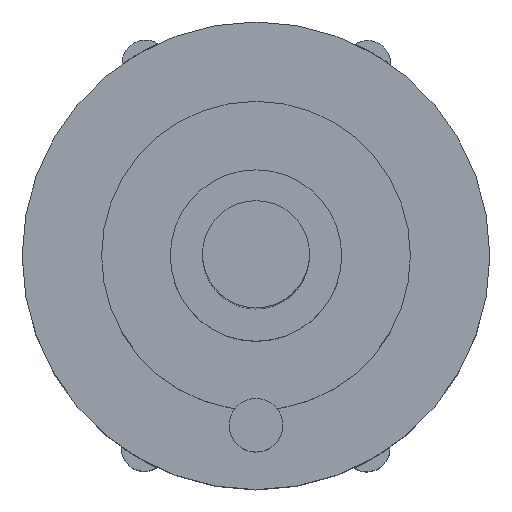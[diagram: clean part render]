
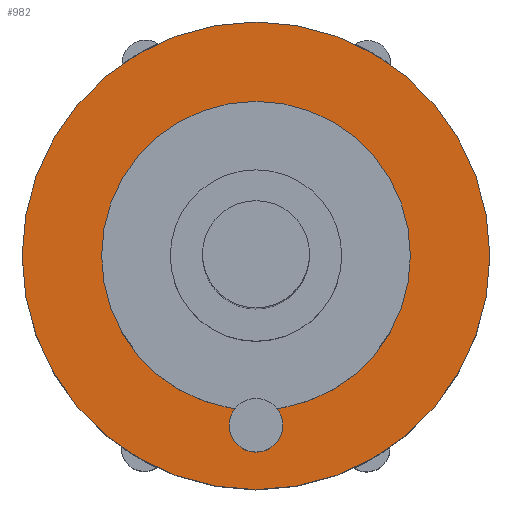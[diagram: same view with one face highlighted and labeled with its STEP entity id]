
A CAD part, top view. The second image highlights one B-rep face of the part: STEP entity #982.
In plain terms, the highlighted planar face has unit normal (0, 0, 1).
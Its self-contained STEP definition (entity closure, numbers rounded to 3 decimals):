
#914=CARTESIAN_POINT('',(13.1,0.,11.8));
#915=VERTEX_POINT('',#914);
#931=CARTESIAN_POINT('',(-13.1,0.,11.8));
#932=VERTEX_POINT('',#931);
#939=CARTESIAN_POINT('',(0.,0.,11.8));
#940=DIRECTION('',(0.0,0.0,-1.0));
#941=DIRECTION('',(1.0,0.0,0.0));
#942=AXIS2_PLACEMENT_3D('',#939,#940,#941);
#943=CIRCLE('',#942,13.1);
#944=EDGE_CURVE('',#932,#915,#943,.T.);
#955=CARTESIAN_POINT('',(0.,0.,11.8));
#956=DIRECTION('',(0.0,0.0,-1.0));
#957=DIRECTION('',(1.0,0.0,0.0));
#958=AXIS2_PLACEMENT_3D('',#955,#956,#957);
#959=CIRCLE('',#958,13.1);
#960=EDGE_CURVE('',#915,#932,#959,.T.);
#973=CARTESIAN_POINT('',(0.,0.,11.8));
#974=DIRECTION('',(0.0,0.0,1.0));
#975=DIRECTION('',(1.0,0.0,0.0));
#976=AXIS2_PLACEMENT_3D('',#973,#974,#975);
#977=PLANE('',#976);
#978=ORIENTED_EDGE('',*,*,#960,.F.);
#979=ORIENTED_EDGE('',*,*,#944,.F.);
#980=EDGE_LOOP('',(#978,#979));
#981=FACE_OUTER_BOUND('',#980,.T.);
#982=ADVANCED_FACE('',(#981),#977,.T.);
